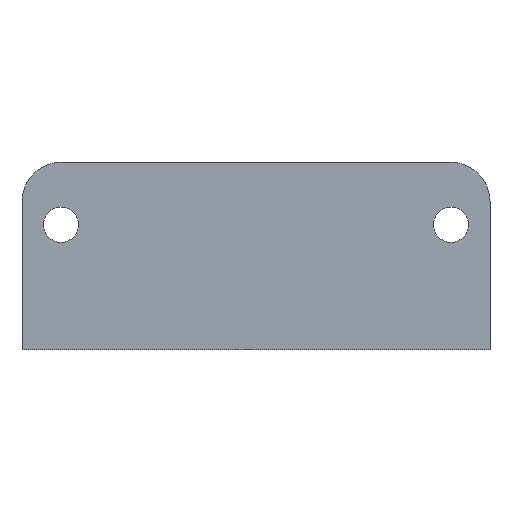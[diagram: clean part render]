
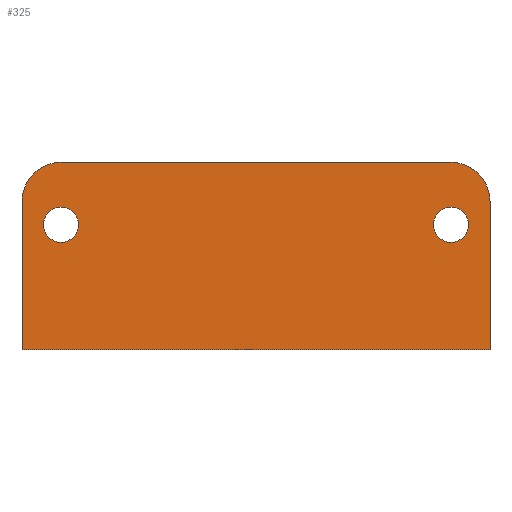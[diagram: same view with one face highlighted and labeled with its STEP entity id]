
A CAD part, front view. The second image highlights one B-rep face of the part: STEP entity #325.
In plain terms, the highlighted planar face has unit normal (0, -1, 0).
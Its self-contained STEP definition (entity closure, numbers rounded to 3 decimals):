
#1 = CARTESIAN_POINT ( 'NONE',  ( 25., 0., 16. ) ) ;
#11 = CIRCLE ( 'NONE', #531, 5. ) ;
#25 = AXIS2_PLACEMENT_3D ( 'NONE', #825, #732, #39 ) ;
#39 = DIRECTION ( 'NONE',  ( 0., 0., 1. ) ) ;
#45 = CARTESIAN_POINT ( 'NONE',  ( 30., 0., 19. ) ) ;
#51 = VERTEX_POINT ( 'NONE', #569 ) ;
#62 = DIRECTION ( 'NONE',  ( 0., 0., 1. ) ) ;
#94 = VECTOR ( 'NONE', #358, 1000. ) ;
#108 = DIRECTION ( 'NONE',  ( 0., 0., -1. ) ) ;
#123 = ORIENTED_EDGE ( 'NONE', *, *, #464, .T. ) ;
#132 = PLANE ( 'NONE',  #25 ) ;
#145 = CARTESIAN_POINT ( 'NONE',  ( -30., 0., 19. ) ) ;
#148 = DIRECTION ( 'NONE',  ( 0., 0., -1. ) ) ;
#165 = ORIENTED_EDGE ( 'NONE', *, *, #635, .F. ) ;
#168 = EDGE_LOOP ( 'NONE', ( #1209, #370, #903, #366, #758, #165 ) ) ;
#183 = EDGE_LOOP ( 'NONE', ( #691, #798 ) ) ;
#215 = EDGE_CURVE ( 'NONE', #226, #428, #379, .T. ) ;
#220 = CARTESIAN_POINT ( 'NONE',  ( -30., 0., 0. ) ) ;
#226 = VERTEX_POINT ( 'NONE', #45 ) ;
#230 = VECTOR ( 'NONE', #148, 1000. ) ;
#252 = CIRCLE ( 'NONE', #547, 2.25 ) ;
#257 = DIRECTION ( 'NONE',  ( 0., -1., 0. ) ) ;
#271 = CARTESIAN_POINT ( 'NONE',  ( -25., 0., 24. ) ) ;
#278 = EDGE_CURVE ( 'NONE', #226, #326, #648, .T. ) ;
#288 = CARTESIAN_POINT ( 'NONE',  ( -25., 0., 18.25 ) ) ;
#290 = CARTESIAN_POINT ( 'NONE',  ( -25., 0., 19. ) ) ;
#300 = LINE ( 'NONE', #220, #776 ) ;
#307 = CARTESIAN_POINT ( 'NONE',  ( 30., 0., 0. ) ) ;
#324 = DIRECTION ( 'NONE',  ( 0., 1., 0. ) ) ;
#325 = ADVANCED_FACE ( 'NONE', ( #532, #917, #441 ), #132, .F. ) ;
#326 = VERTEX_POINT ( 'NONE', #307 ) ;
#328 = EDGE_LOOP ( 'NONE', ( #123, #1095 ) ) ;
#344 = CARTESIAN_POINT ( 'NONE',  ( 25., 0., 24. ) ) ;
#358 = DIRECTION ( 'NONE',  ( -1., 0., 0. ) ) ;
#366 = ORIENTED_EDGE ( 'NONE', *, *, #1188, .T. ) ;
#370 = ORIENTED_EDGE ( 'NONE', *, *, #215, .T. ) ;
#379 = CIRCLE ( 'NONE', #586, 5. ) ;
#381 = DIRECTION ( 'NONE',  ( 0., 1., 0. ) ) ;
#395 = DIRECTION ( 'NONE',  ( 0., 1., 0. ) ) ;
#426 = VERTEX_POINT ( 'NONE', #145 ) ;
#428 = VERTEX_POINT ( 'NONE', #344 ) ;
#441 = FACE_OUTER_BOUND ( 'NONE', #168, .T. ) ;
#457 = DIRECTION ( 'NONE',  ( 0., 0., 1. ) ) ;
#464 = EDGE_CURVE ( 'NONE', #804, #624, #252, .T. ) ;
#472 = DIRECTION ( 'NONE',  ( 0., 1., 0. ) ) ;
#481 = CARTESIAN_POINT ( 'NONE',  ( -25., 0., 16. ) ) ;
#507 = CARTESIAN_POINT ( 'NONE',  ( 25., 0., 16. ) ) ;
#509 = AXIS2_PLACEMENT_3D ( 'NONE', #481, #472, #457 ) ;
#531 = AXIS2_PLACEMENT_3D ( 'NONE', #290, #687, #1164 ) ;
#532 = FACE_BOUND ( 'NONE', #328, .T. ) ;
#547 = AXIS2_PLACEMENT_3D ( 'NONE', #725, #324, #706 ) ;
#549 = CIRCLE ( 'NONE', #907, 2.25 ) ;
#569 = CARTESIAN_POINT ( 'NONE',  ( 25., 0., 18.25 ) ) ;
#586 = AXIS2_PLACEMENT_3D ( 'NONE', #984, #257, #62 ) ;
#624 = VERTEX_POINT ( 'NONE', #1219 ) ;
#633 = EDGE_CURVE ( 'NONE', #624, #804, #1029, .T. ) ;
#635 = EDGE_CURVE ( 'NONE', #326, #811, #823, .T. ) ;
#648 = LINE ( 'NONE', #997, #230 ) ;
#665 = AXIS2_PLACEMENT_3D ( 'NONE', #507, #381, #1048 ) ;
#674 = CARTESIAN_POINT ( 'NONE',  ( -30., 0., 0. ) ) ;
#680 = DIRECTION ( 'NONE',  ( 0., 0., 1. ) ) ;
#687 = DIRECTION ( 'NONE',  ( 0., -1., 0. ) ) ;
#691 = ORIENTED_EDGE ( 'NONE', *, *, #822, .T. ) ;
#705 = VERTEX_POINT ( 'NONE', #271 ) ;
#706 = DIRECTION ( 'NONE',  ( 0., 0., 1. ) ) ;
#725 = CARTESIAN_POINT ( 'NONE',  ( -25., 0., 16. ) ) ;
#729 = CARTESIAN_POINT ( 'NONE',  ( 30., 0., 0. ) ) ;
#732 = DIRECTION ( 'NONE',  ( 0., 1., 0. ) ) ;
#758 = ORIENTED_EDGE ( 'NONE', *, *, #948, .T. ) ;
#776 = VECTOR ( 'NONE', #108, 1000. ) ;
#798 = ORIENTED_EDGE ( 'NONE', *, *, #1157, .T. ) ;
#804 = VERTEX_POINT ( 'NONE', #288 ) ;
#811 = VERTEX_POINT ( 'NONE', #674 ) ;
#822 = EDGE_CURVE ( 'NONE', #51, #1071, #549, .T. ) ;
#823 = LINE ( 'NONE', #729, #1191 ) ;
#825 = CARTESIAN_POINT ( 'NONE',  ( 30., 0., 0. ) ) ;
#891 = LINE ( 'NONE', #1013, #94 ) ;
#903 = ORIENTED_EDGE ( 'NONE', *, *, #930, .T. ) ;
#907 = AXIS2_PLACEMENT_3D ( 'NONE', #1, #395, #680 ) ;
#917 = FACE_BOUND ( 'NONE', #183, .T. ) ;
#930 = EDGE_CURVE ( 'NONE', #428, #705, #891, .T. ) ;
#948 = EDGE_CURVE ( 'NONE', #426, #811, #300, .T. ) ;
#984 = CARTESIAN_POINT ( 'NONE',  ( 25., 0., 19. ) ) ;
#997 = CARTESIAN_POINT ( 'NONE',  ( 30., 0., 0. ) ) ;
#1013 = CARTESIAN_POINT ( 'NONE',  ( 30., 0., 24. ) ) ;
#1029 = CIRCLE ( 'NONE', #509, 2.25 ) ;
#1032 = CIRCLE ( 'NONE', #665, 2.25 ) ;
#1048 = DIRECTION ( 'NONE',  ( 0., 0., 1. ) ) ;
#1071 = VERTEX_POINT ( 'NONE', #1181 ) ;
#1095 = ORIENTED_EDGE ( 'NONE', *, *, #633, .T. ) ;
#1107 = DIRECTION ( 'NONE',  ( -1., 0., 0. ) ) ;
#1157 = EDGE_CURVE ( 'NONE', #1071, #51, #1032, .T. ) ;
#1164 = DIRECTION ( 'NONE',  ( 0., 0., 1. ) ) ;
#1181 = CARTESIAN_POINT ( 'NONE',  ( 25., 0., 13.75 ) ) ;
#1188 = EDGE_CURVE ( 'NONE', #705, #426, #11, .T. ) ;
#1191 = VECTOR ( 'NONE', #1107, 1000. ) ;
#1209 = ORIENTED_EDGE ( 'NONE', *, *, #278, .F. ) ;
#1219 = CARTESIAN_POINT ( 'NONE',  ( -25., 0., 13.75 ) ) ;
